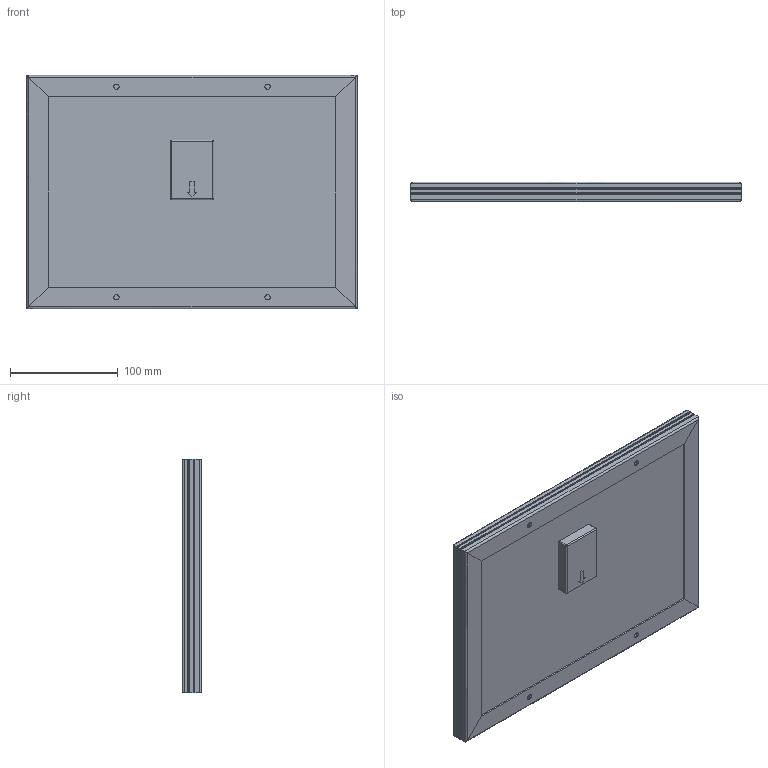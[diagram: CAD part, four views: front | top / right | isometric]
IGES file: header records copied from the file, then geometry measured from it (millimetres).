
Start section: SolidWorks IGES file using analytic representation for surfaces
Global section: file name: Unisun 5-12 M_0491.IGS; native system: SolidWorks 2017; preprocessor: SolidWorks 2017; author: yoann; date: 190215.090645; units: millimetre
Bounding box: 306 x 18 x 216 mm (x, y, z)
Surface area: 356778.2 mm2 (no closed solid volume)
Topology: 0 solids, 0 shells, 177 faces, 1586 edges, 1582 vertices
Faces by surface type: bspline 135, revolution 42
